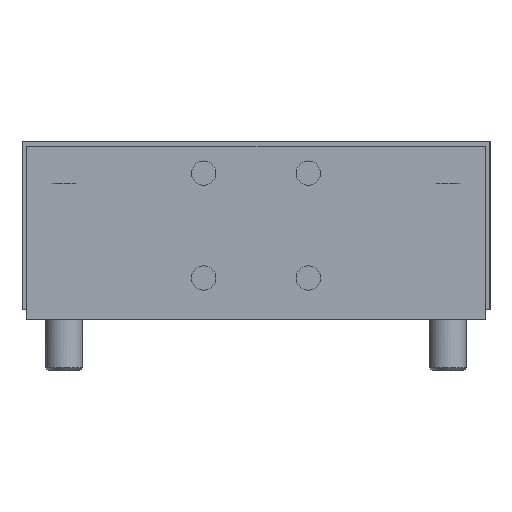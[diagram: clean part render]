
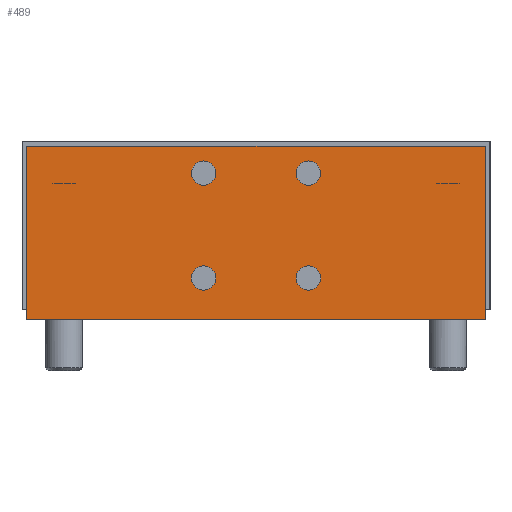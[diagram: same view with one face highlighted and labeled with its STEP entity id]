
A CAD part, left-side view. The second image highlights one B-rep face of the part: STEP entity #489.
In plain terms, the highlighted planar face has unit normal (-1, 0, 0).
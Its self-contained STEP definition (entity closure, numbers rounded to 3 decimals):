
#489 = ADVANCED_FACE( '', ( #1150, #1151, #1152, #1153, #1154 ), #1155, .F. );
#1150 = FACE_BOUND( '', #1925, .T. );
#1151 = FACE_BOUND( '', #1926, .T. );
#1152 = FACE_BOUND( '', #1927, .T. );
#1153 = FACE_BOUND( '', #1928, .T. );
#1154 = FACE_OUTER_BOUND( '', #1929, .T. );
#1155 = PLANE( '', #1930 );
#1925 = EDGE_LOOP( '', ( #3092 ) );
#1926 = EDGE_LOOP( '', ( #3093 ) );
#1927 = EDGE_LOOP( '', ( #3094 ) );
#1928 = EDGE_LOOP( '', ( #3095 ) );
#1929 = EDGE_LOOP( '', ( #3096, #3097, #3098, #3099 ) );
#1930 = AXIS2_PLACEMENT_3D( '', #3100, #3101, #3102 );
#3092 = ORIENTED_EDGE( '', *, *, #3609, .T. );
#3093 = ORIENTED_EDGE( '', *, *, #3888, .T. );
#3094 = ORIENTED_EDGE( '', *, *, #3972, .T. );
#3095 = ORIENTED_EDGE( '', *, *, #3890, .T. );
#3096 = ORIENTED_EDGE( '', *, *, #3973, .F. );
#3097 = ORIENTED_EDGE( '', *, *, #3774, .F. );
#3098 = ORIENTED_EDGE( '', *, *, #3783, .F. );
#3099 = ORIENTED_EDGE( '', *, *, #3864, .F. );
#3100 = CARTESIAN_POINT( '', ( -271., -28., 18. ) );
#3101 = DIRECTION( '', ( 1., 0., 0. ) );
#3102 = DIRECTION( '', ( 0., 1., 0. ) );
#3609 = EDGE_CURVE( '', #4136, #4136, #4137, .T. );
#3774 = EDGE_CURVE( '', #4406, #4408, #4409, .T. );
#3783 = EDGE_CURVE( '', #4421, #4406, #4423, .T. );
#3864 = EDGE_CURVE( '', #4548, #4421, #4550, .T. );
#3888 = EDGE_CURVE( '', #4587, #4587, #4588, .T. );
#3890 = EDGE_CURVE( '', #4590, #4590, #4591, .T. );
#3972 = EDGE_CURVE( '', #4703, #4703, #4704, .T. );
#3973 = EDGE_CURVE( '', #4408, #4548, #4705, .T. );
#4136 = VERTEX_POINT( '', #4894 );
#4137 = CIRCLE( '', #4895, 2.6 );
#4406 = VERTEX_POINT( '', #5229 );
#4408 = VERTEX_POINT( '', #5232 );
#4409 = LINE( '', #5233, #5234 );
#4421 = VERTEX_POINT( '', #5248 );
#4423 = LINE( '', #5251, #5252 );
#4548 = VERTEX_POINT( '', #5457 );
#4550 = LINE( '', #5460, #5461 );
#4587 = VERTEX_POINT( '', #5502 );
#4588 = CIRCLE( '', #5503, 2.6 );
#4590 = VERTEX_POINT( '', #5505 );
#4591 = CIRCLE( '', #5506, 2.6 );
#4703 = VERTEX_POINT( '', #5676 );
#4704 = CIRCLE( '', #5677, 2.6 );
#4705 = LINE( '', #5678, #5679 );
#4894 = CARTESIAN_POINT( '', ( -271., 13.8, 6.8 ) );
#4895 = AXIS2_PLACEMENT_3D( '', #5914, #5915, #5916 );
#5229 = CARTESIAN_POINT( '', ( -271., -49., 35. ) );
#5232 = CARTESIAN_POINT( '', ( -271., -49., -2. ) );
#5233 = CARTESIAN_POINT( '', ( -271., -49., 35. ) );
#5234 = VECTOR( '', #6136, 1000. );
#5248 = CARTESIAN_POINT( '', ( -271., 49., 35. ) );
#5251 = CARTESIAN_POINT( '', ( -271., 49., 35. ) );
#5252 = VECTOR( '', #6149, 1000. );
#5457 = CARTESIAN_POINT( '', ( -271., 49., -2. ) );
#5460 = CARTESIAN_POINT( '', ( -271., 49., -2. ) );
#5461 = VECTOR( '', #6267, 1000. );
#5502 = CARTESIAN_POINT( '', ( -271., -8.6, 6.8 ) );
#5503 = AXIS2_PLACEMENT_3D( '', #6299, #6300, #6301 );
#5505 = CARTESIAN_POINT( '', ( -271., -8.6, 29.2 ) );
#5506 = AXIS2_PLACEMENT_3D( '', #6302, #6303, #6304 );
#5676 = CARTESIAN_POINT( '', ( -271., 13.8, 29.2 ) );
#5677 = AXIS2_PLACEMENT_3D( '', #6396, #6397, #6398 );
#5678 = CARTESIAN_POINT( '', ( -271., -49., -2. ) );
#5679 = VECTOR( '', #6399, 1000. );
#5914 = CARTESIAN_POINT( '', ( -271., 11.2, 6.8 ) );
#5915 = DIRECTION( '', ( 1., 0., 0. ) );
#5916 = DIRECTION( '', ( 0., 1., 0. ) );
#6136 = DIRECTION( '', ( 0., 0., -1. ) );
#6149 = DIRECTION( '', ( 0., -1., 0. ) );
#6267 = DIRECTION( '', ( 0., 0., 1. ) );
#6299 = CARTESIAN_POINT( '', ( -271., -11.2, 6.8 ) );
#6300 = DIRECTION( '', ( 1., 0., 0. ) );
#6301 = DIRECTION( '', ( 0., 1., 0. ) );
#6302 = CARTESIAN_POINT( '', ( -271., -11.2, 29.2 ) );
#6303 = DIRECTION( '', ( 1., 0., 0. ) );
#6304 = DIRECTION( '', ( 0., 1., 0. ) );
#6396 = CARTESIAN_POINT( '', ( -271., 11.2, 29.2 ) );
#6397 = DIRECTION( '', ( 1., 0., 0. ) );
#6398 = DIRECTION( '', ( 0., 1., 0. ) );
#6399 = DIRECTION( '', ( 0., 1., 0. ) );
